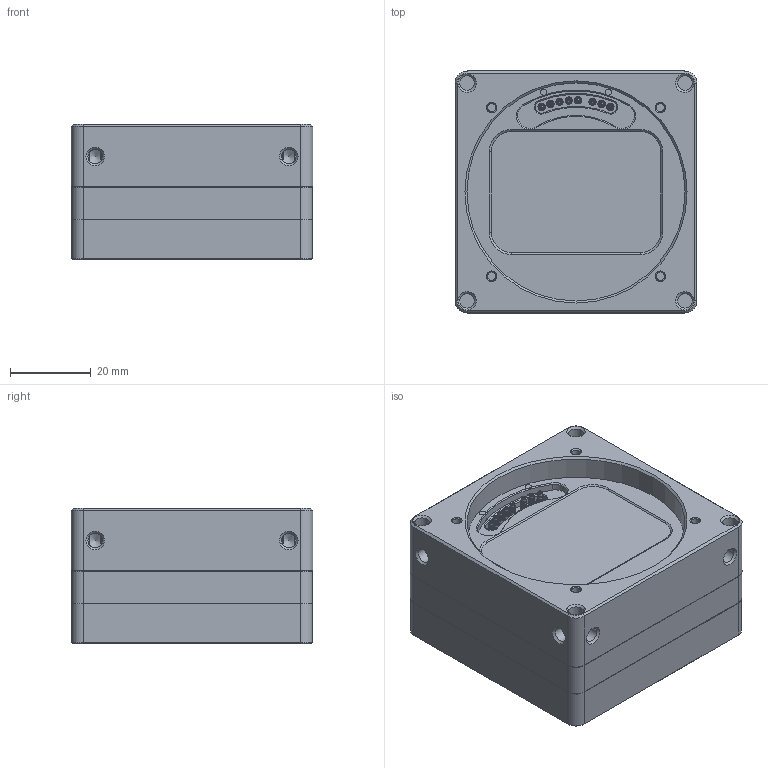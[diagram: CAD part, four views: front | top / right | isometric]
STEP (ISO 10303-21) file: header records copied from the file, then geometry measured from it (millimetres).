
FILE_DESCRIPTION(/* description */ (''),/* implementation_level */ '2;1');
FILE_NAME(/* name */ 'MX200-X4G2-FL.stp',/* time_stamp */ '2017-03-09T16:04:35+01:00',/* author */ (''),/* organization */ (''),/* preprocessor_version */ 'ST-DEVELOPER v16',/* originating_system */ 'SIEMENS PLM Software NX 11.0',/* authorisation */ '');
FILE_SCHEMA (('AUTOMOTIVE_DESIGN { 1 0 10303 214 3 1 1 1 }'));
Products named in the file (15): MECH-GASKET-CB200; SROB-M2X20-IMBUS-STNLS; MECH-MX200-REAR; PCA-MX-X4G2-Main-LIGHTWEIGHT; TFLEX-520-16x16x0.5; LIGHTPIPE_5151016f; PCA-CB200-SensorBoard-REV3.5-LIGHTWEIGHT; MECH-CB200-MID; SROB-M2x3-CUST; FLT-ECM500S-39x34CH4; SROB-M3.0x6-IMBUS-STNLS; PCA-CB-LensControl-REV3.4-LIGHTWEIGHT; CMV20000; MECH-CB200-FRONT; 00_ASSEMBLY-LIGHTWEIGHT
Assembly tree (24 placements, depth 2):
  00_ASSEMBLY-LIGHTWEIGHT
    MECH-CB200-FRONT
    CMV20000
    PCA-CB-LensControl-REV3.4-LIGHTWEIGHT
    SROB-M3.0x6-IMBUS-STNLS  x4
    FLT-ECM500S-39x34CH4
    SROB-M2x3-CUST  x2
    MECH-CB200-MID
    PCA-CB200-SensorBoard-REV3.5-LIGHTWEIGHT
    LIGHTPIPE_5151016f  x4
    TFLEX-520-16x16x0.5
    PCA-MX-X4G2-Main-LIGHTWEIGHT
    MECH-MX200-REAR
    SROB-M2X20-IMBUS-STNLS  x4
    MECH-GASKET-CB200
Bounding box: 60 x 60 x 33.6 mm (x, y, z)
Volume: 52285.6 mm3; surface area: 64383.5 mm2
Topology: 42 solids, 42 shells, 4181 faces, 10640 edges, 6764 vertices
Faces by surface type: plane 2500, cylinder 1052, cone 589, torus 24, revolution 10, bspline 6
Full cylindrical faces by diameter (mm): 0.457 x143, 0.7 x6, 0.9 x4, 1 x1, 1.1 x6, 1.3 x9, 1.6 x20, 1.9 x2, 2 x10, 2.1 x14, 2.3 x4, 2.4 x4, 3 x12, 3.6 x12, 3.8 x4, 4 x4, 4.1 x4, 5.5 x4, 54.1 x1
Entity records: 119559 total; most frequent: CARTESIAN_POINT 21619, DIRECTION 20077, ORIENTED_EDGE 19406, EDGE_CURVE 9703, LINE 6821, VECTOR 6821, AXIS2_PLACEMENT_3D 6623, VERTEX_POINT 6387
